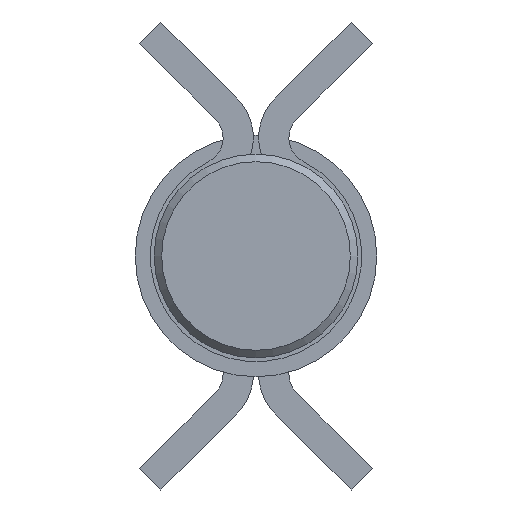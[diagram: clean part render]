
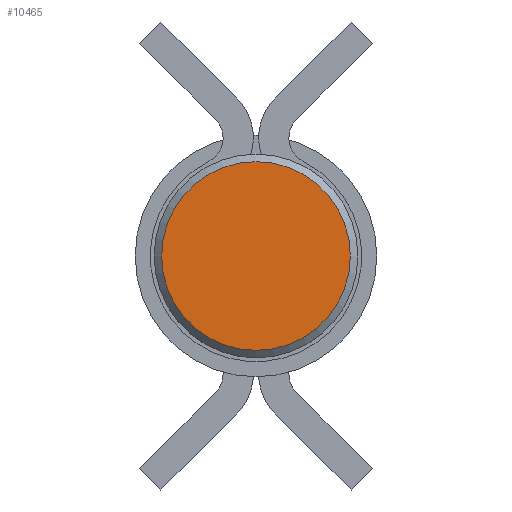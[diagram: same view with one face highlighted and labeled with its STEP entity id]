
A CAD part, front view. The second image highlights one B-rep face of the part: STEP entity #10465.
In plain terms, the highlighted planar face has unit normal (0, -1, 0).
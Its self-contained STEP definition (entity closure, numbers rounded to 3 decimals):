
#388 = PLANE ( 'NONE',  #12438 ) ;
#1175 = EDGE_LOOP ( 'NONE', ( #7562 ) ) ;
#1531 = DIRECTION ( 'NONE',  ( -1., 0., 0. ) ) ;
#3357 = DIRECTION ( 'NONE',  ( 0., 1., 0. ) ) ;
#4295 = DIRECTION ( 'NONE',  ( -1., 0., 0. ) ) ;
#4633 = EDGE_CURVE ( 'NONE', #7542, #7542, #5222, .T. ) ;
#5222 = CIRCLE ( 'NONE', #11082, 12.5 ) ;
#7196 = CARTESIAN_POINT ( 'NONE',  ( 0., -49., 0. ) ) ;
#7542 = VERTEX_POINT ( 'NONE', #9461 ) ;
#7562 = ORIENTED_EDGE ( 'NONE', *, *, #4633, .T. ) ;
#9461 = CARTESIAN_POINT ( 'NONE',  ( -12.5, -49., 0. ) ) ;
#10059 = DIRECTION ( 'NONE',  ( 0., -1., 0. ) ) ;
#10406 = FACE_OUTER_BOUND ( 'NONE', #1175, .T. ) ;
#10465 = ADVANCED_FACE ( 'NONE', ( #10406 ), #388, .F. ) ;
#11082 = AXIS2_PLACEMENT_3D ( 'NONE', #11967, #10059, #1531 ) ;
#11967 = CARTESIAN_POINT ( 'NONE',  ( 0., -49., 0. ) ) ;
#12438 = AXIS2_PLACEMENT_3D ( 'NONE', #7196, #3357, #4295 ) ;
